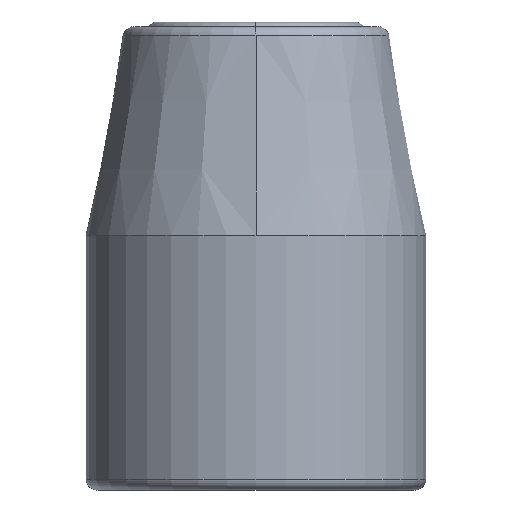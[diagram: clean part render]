
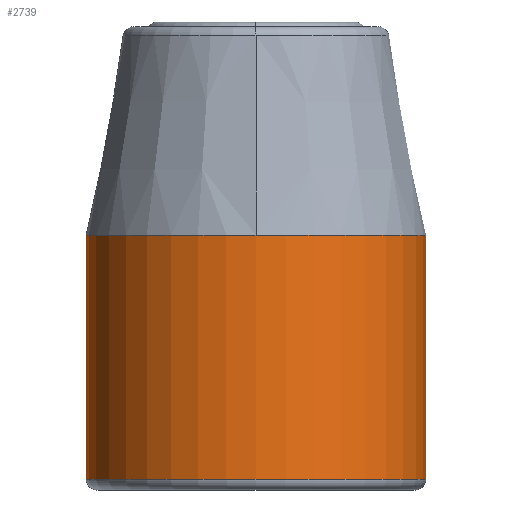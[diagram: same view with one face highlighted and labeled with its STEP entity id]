
A CAD part, front view. The second image highlights one B-rep face of the part: STEP entity #2739.
In plain terms, the highlighted cylindrical face has radius 11 mm (diameter 22 mm), a partial arc.
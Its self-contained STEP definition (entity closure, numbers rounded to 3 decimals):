
#2340=DIRECTION('',(0.,0.,1.));
#2341=VECTOR('',#2340,15.8);
#2342=CARTESIAN_POINT('',(-11.,0.,0.4));
#2343=LINE('',#2342,#2341);
#2363=CARTESIAN_POINT('',(0.,0.,16.2));
#2364=DIRECTION('',(0.,0.,1.));
#2365=DIRECTION('',(1.,0.,0.));
#2366=AXIS2_PLACEMENT_3D('',#2363,#2364,#2365);
#2371=CARTESIAN_POINT('',(0.,0.,16.2));
#2372=DIRECTION('',(0.,0.,1.));
#2373=DIRECTION('',(0.,1.,0.));
#2374=AXIS2_PLACEMENT_3D('',#2371,#2372,#2373);
#2379=CARTESIAN_POINT('',(0.,0.,0.4));
#2380=DIRECTION('',(0.,0.,-1.));
#2381=DIRECTION('',(-1.,0.,0.));
#2382=AXIS2_PLACEMENT_3D('',#2379,#2380,#2381);
#2387=DIRECTION('',(0.,0.,1.));
#2388=VECTOR('',#2387,15.8);
#2389=CARTESIAN_POINT('',(11.,0.,0.4));
#2390=LINE('',#2389,#2388);
#2528=CARTESIAN_POINT('',(-11.,0.,0.4));
#2529=CARTESIAN_POINT('',(11.,0.,0.4));
#2530=VERTEX_POINT('',#2528);
#2531=VERTEX_POINT('',#2529);
#2536=CARTESIAN_POINT('',(11.,0.,16.2));
#2537=CARTESIAN_POINT('',(0.,11.,16.2));
#2538=VERTEX_POINT('',#2536);
#2539=VERTEX_POINT('',#2537);
#2540=CARTESIAN_POINT('',(-11.,0.,16.2));
#2541=VERTEX_POINT('',#2540);
#2724=CARTESIAN_POINT('',(0.,0.,-0.3));
#2725=DIRECTION('',(0.,0.,1.));
#2726=DIRECTION('',(1.,0.,0.));
#2727=AXIS2_PLACEMENT_3D('',#2724,#2725,#2726);
#2728=CYLINDRICAL_SURFACE('',#2727,11.);
#2730=ORIENTED_EDGE('',*,*,#2729,.T.);
#2732=ORIENTED_EDGE('',*,*,#2731,.T.);
#2733=ORIENTED_EDGE('',*,*,#2711,.F.);
#2735=ORIENTED_EDGE('',*,*,#2734,.T.);
#2736=ORIENTED_EDGE('',*,*,#2707,.T.);
#2737=EDGE_LOOP('',(#2730,#2732,#2733,#2735,#2736));
#2738=FACE_OUTER_BOUND('',#2737,.F.);
#2739=ADVANCED_FACE('',(#2738),#2728,.T.);
#2367=CIRCLE('',#2366,11.);
#2375=CIRCLE('',#2374,11.);
#2383=CIRCLE('',#2382,11.);
#2707=EDGE_CURVE('',#2531,#2538,#2390,.T.);
#2711=EDGE_CURVE('',#2530,#2541,#2343,.T.);
#2729=EDGE_CURVE('',#2538,#2539,#2367,.T.);
#2731=EDGE_CURVE('',#2539,#2541,#2375,.T.);
#2734=EDGE_CURVE('',#2530,#2531,#2383,.T.);
